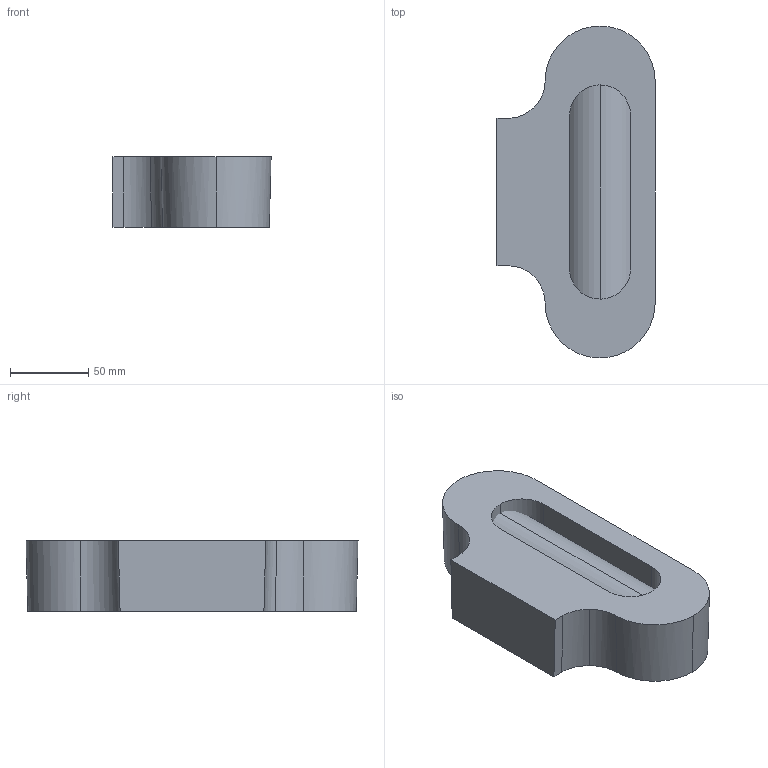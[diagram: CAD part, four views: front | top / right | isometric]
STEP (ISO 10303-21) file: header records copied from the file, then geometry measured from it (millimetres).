
FILE_DESCRIPTION(/* description */ (''),/* implementation_level */ '2;1');
FILE_NAME(/* name */ 'Talo_Parete_Halo_3D',/* time_stamp */ '2012-01-20T17:17:46+01:00',/* author */ (''),/* organization */ (''),/* preprocessor_version */ 'ST-DEVELOPER v10',/* originating_system */ '',/* authorisation */ '');
FILE_SCHEMA (('CONFIG_CONTROL_DESIGN'));
Length unit declared in the file: millimetre
Products named in the file (1): 1
Bounding box: 101.18 x 212.36 x 45 mm (x, y, z)
Volume: 610871.2 mm3; surface area: 93973.5 mm2
Topology: 4 solids, 4 shells, 41 faces, 99 edges, 66 vertices
Faces by surface type: bspline 23, plane 18
Entity records: 1429 total; most frequent: CARTESIAN_POINT 730, ORIENTED_EDGE 198, EDGE_CURVE 99, VERTEX_POINT 66, B_SPLINE_CURVE_WITH_KNOTS 57, EDGE_LOOP 43, ADVANCED_FACE 41, FACE_OUTER_BOUND 41
